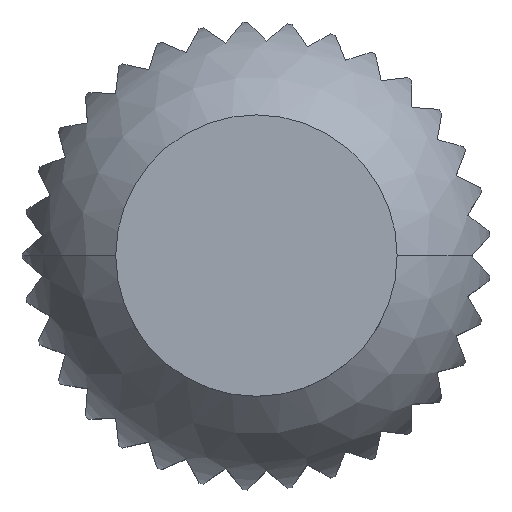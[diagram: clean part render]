
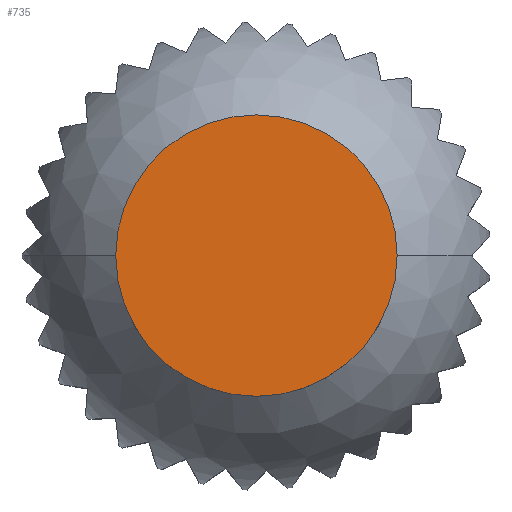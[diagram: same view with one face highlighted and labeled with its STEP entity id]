
A CAD part, top view. The second image highlights one B-rep face of the part: STEP entity #735.
In plain terms, the highlighted planar face has unit normal (0, 0, 1).
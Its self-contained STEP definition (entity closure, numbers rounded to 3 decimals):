
#547=VERTEX_POINT('',#1494);
#571=VERTEX_POINT('',#1521);
#735=ADVANCED_FACE('',(#1726),#1727,.T.);
#941=EDGE_CURVE('',#571,#547,#1956,.T.);
#1279=EDGE_CURVE('',#547,#571,#2333,.T.);
#1494=CARTESIAN_POINT('',(-7.5,0.,66.5));
#1521=CARTESIAN_POINT('',(7.5,0.,66.5));
#1726=FACE_OUTER_BOUND('',#2926,.T.);
#1727=PLANE('',#2927);
#1956=CIRCLE('',#3269,7.5);
#2333=CIRCLE('',#3824,7.5);
#2926=EDGE_LOOP('',(#4399,#4400));
#2927=AXIS2_PLACEMENT_3D('',#4401,#4402,#4403);
#3269=AXIS2_PLACEMENT_3D('',#4672,#4673,#4674);
#3824=AXIS2_PLACEMENT_3D('',#5118,#5119,#5120);
#4399=ORIENTED_EDGE('',*,*,#941,.T.);
#4400=ORIENTED_EDGE('',*,*,#1279,.T.);
#4401=CARTESIAN_POINT('',(3.75,0.,66.5));
#4402=DIRECTION('',(0.0,0.0,1.0));
#4403=DIRECTION('',(-1.0,0.,0.0));
#4672=CARTESIAN_POINT('',(0.,0.,66.5));
#4673=DIRECTION('',(0.0,0.0,1.0));
#4674=DIRECTION('',(1.0,0.,0.0));
#5118=CARTESIAN_POINT('',(0.,0.,66.5));
#5119=DIRECTION('',(0.0,0.0,1.0));
#5120=DIRECTION('',(1.0,0.,0.0));
